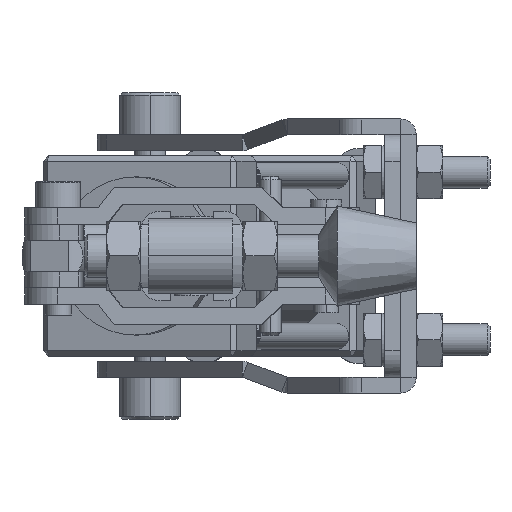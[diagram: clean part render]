
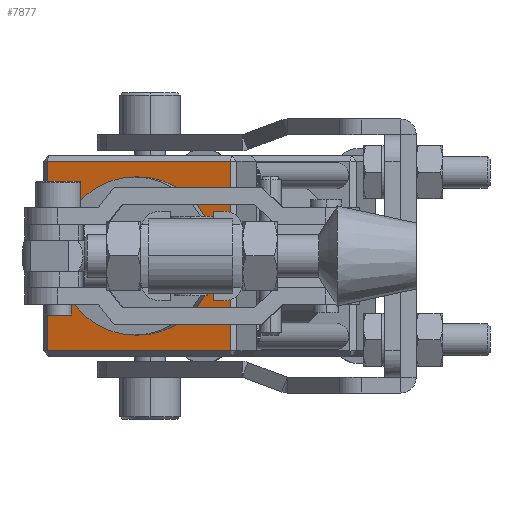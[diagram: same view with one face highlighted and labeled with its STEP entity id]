
A CAD part, left-side view. The second image highlights one B-rep face of the part: STEP entity #7877.
In plain terms, the highlighted planar face has unit normal (-0.965, 0.264, 0).
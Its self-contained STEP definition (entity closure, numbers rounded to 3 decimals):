
#1230 = ORIENTED_EDGE ( 'NONE', *, *, #11675, .T. ) ;
#1245 = ORIENTED_EDGE ( 'NONE', *, *, #2890, .F. ) ;
#1967 = LINE ( 'NONE', #10030, #12550 ) ;
#2483 = VECTOR ( 'NONE', #20995, 1000. ) ;
#2890 = EDGE_CURVE ( 'NONE', #15345, #29167, #17172, .T. ) ;
#5379 = AXIS2_PLACEMENT_3D ( 'NONE', #24678, #9613, #27220 ) ;
#5624 = CARTESIAN_POINT ( 'NONE',  ( 24.283, 52.61, -15. ) ) ;
#6025 = EDGE_CURVE ( 'NONE', #29167, #15345, #20918, .T. ) ;
#6666 = EDGE_CURVE ( 'NONE', #16781, #18127, #11806, .T. ) ;
#7877 = ADVANCED_FACE ( 'NONE', ( #30458, #22576 ), #25260, .T. ) ;
#7987 = CARTESIAN_POINT ( 'NONE',  ( 29.295, 70.937, 18. ) ) ;
#8501 = CARTESIAN_POINT ( 'NONE',  ( 29.031, 69.973, 18. ) ) ;
#9613 = DIRECTION ( 'NONE',  ( -0.965, 0.264, 0. ) ) ;
#10030 = CARTESIAN_POINT ( 'NONE',  ( 19.272, 34.283, -18. ) ) ;
#10322 = VERTEX_POINT ( 'NONE', #17869 ) ;
#11675 = EDGE_CURVE ( 'NONE', #18127, #14823, #25907, .T. ) ;
#11806 = LINE ( 'NONE', #21964, #18496 ) ;
#12020 = ORIENTED_EDGE ( 'NONE', *, *, #6025, .F. ) ;
#12511 = VECTOR ( 'NONE', #27886, 1000. ) ;
#12550 = VECTOR ( 'NONE', #14896, 1000. ) ;
#14309 = DIRECTION ( 'NONE',  ( 0., 0., 1. ) ) ;
#14464 = DIRECTION ( 'NONE',  ( 0., 0., 1. ) ) ;
#14823 = VERTEX_POINT ( 'NONE', #8501 ) ;
#14896 = DIRECTION ( 'NONE',  ( -0.264, -0.965, 0. ) ) ;
#15345 = VERTEX_POINT ( 'NONE', #5624 ) ;
#16781 = VERTEX_POINT ( 'NONE', #22670 ) ;
#16948 = ORIENTED_EDGE ( 'NONE', *, *, #19540, .T. ) ;
#17172 = CIRCLE ( 'NONE', #5379, 15. ) ;
#17869 = CARTESIAN_POINT ( 'NONE',  ( 29.031, 69.973, -18. ) ) ;
#18127 = VERTEX_POINT ( 'NONE', #18602 ) ;
#18493 = AXIS2_PLACEMENT_3D ( 'NONE', #21812, #29372, #14309 ) ;
#18496 = VECTOR ( 'NONE', #14464, 1000. ) ;
#18602 = CARTESIAN_POINT ( 'NONE',  ( 19.536, 35.247, 18. ) ) ;
#19540 = EDGE_CURVE ( 'NONE', #14823, #10322, #27219, .T. ) ;
#20918 = CIRCLE ( 'NONE', #18493, 15. ) ;
#20995 = DIRECTION ( 'NONE',  ( 0., 0., -1. ) ) ;
#21812 = CARTESIAN_POINT ( 'NONE',  ( 24.283, 52.61, 0. ) ) ;
#21964 = CARTESIAN_POINT ( 'NONE',  ( 19.536, 35.247, 19. ) ) ;
#22576 = FACE_BOUND ( 'NONE', #27344, .T. ) ;
#22670 = CARTESIAN_POINT ( 'NONE',  ( 19.536, 35.247, -18. ) ) ;
#22741 = DIRECTION ( 'NONE',  ( -0.965, 0.264, 0. ) ) ;
#22787 = EDGE_LOOP ( 'NONE', ( #27066, #27107, #1230, #16948 ) ) ;
#24678 = CARTESIAN_POINT ( 'NONE',  ( 24.283, 52.61, 0. ) ) ;
#25050 = CARTESIAN_POINT ( 'NONE',  ( 32.106, 81.217, 0. ) ) ;
#25260 = PLANE ( 'NONE',  #32229 ) ;
#25907 = LINE ( 'NONE', #7987, #12511 ) ;
#25949 = CARTESIAN_POINT ( 'NONE',  ( 29.031, 69.973, -19. ) ) ;
#27066 = ORIENTED_EDGE ( 'NONE', *, *, #28488, .T. ) ;
#27107 = ORIENTED_EDGE ( 'NONE', *, *, #6666, .T. ) ;
#27219 = LINE ( 'NONE', #25949, #2483 ) ;
#27220 = DIRECTION ( 'NONE',  ( 0., 0., 1. ) ) ;
#27344 = EDGE_LOOP ( 'NONE', ( #12020, #1245 ) ) ;
#27385 = CARTESIAN_POINT ( 'NONE',  ( 24.283, 52.61, 15. ) ) ;
#27485 = DIRECTION ( 'NONE',  ( 0., 0., 1. ) ) ;
#27886 = DIRECTION ( 'NONE',  ( 0.264, 0.965, 0. ) ) ;
#28488 = EDGE_CURVE ( 'NONE', #10322, #16781, #1967, .T. ) ;
#29167 = VERTEX_POINT ( 'NONE', #27385 ) ;
#29372 = DIRECTION ( 'NONE',  ( -0.965, 0.264, 0. ) ) ;
#30458 = FACE_OUTER_BOUND ( 'NONE', #22787, .T. ) ;
#32229 = AXIS2_PLACEMENT_3D ( 'NONE', #25050, #22741, #27485 ) ;
